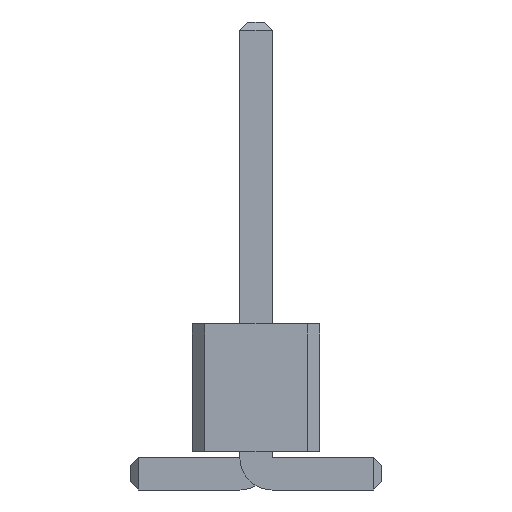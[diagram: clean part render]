
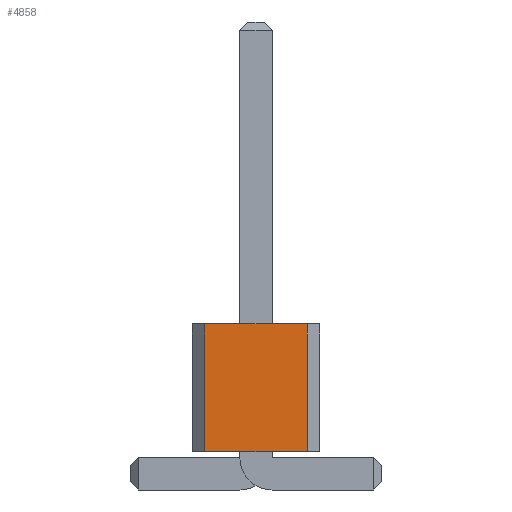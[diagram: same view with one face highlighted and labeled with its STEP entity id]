
A CAD part, front view. The second image highlights one B-rep face of the part: STEP entity #4858.
In plain terms, the highlighted planar face has unit normal (0, -1, 0).
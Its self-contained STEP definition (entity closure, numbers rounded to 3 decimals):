
#550 = VERTEX_POINT('',#551);
#551 = CARTESIAN_POINT('',(1.016,-22.86,0.76));
#557 = EDGE_CURVE('',#558,#550,#560,.T.);
#558 = VERTEX_POINT('',#559);
#559 = CARTESIAN_POINT('',(-1.016,-22.86,0.76));
#560 = LINE('',#561,#562);
#561 = CARTESIAN_POINT('',(-1.016,-22.86,0.76));
#562 = VECTOR('',#563,1.);
#563 = DIRECTION('',(1.,0.,0.));
#2027 = VERTEX_POINT('',#2028);
#2028 = CARTESIAN_POINT('',(1.016,-22.86,3.3));
#2034 = EDGE_CURVE('',#2035,#2027,#2037,.T.);
#2035 = VERTEX_POINT('',#2036);
#2036 = CARTESIAN_POINT('',(-1.016,-22.86,3.3));
#2037 = LINE('',#2038,#2039);
#2038 = CARTESIAN_POINT('',(-1.016,-22.86,3.3));
#2039 = VECTOR('',#2040,1.);
#2040 = DIRECTION('',(1.,0.,0.));
#4830 = EDGE_CURVE('',#558,#2035,#4831,.T.);
#4831 = LINE('',#4832,#4833);
#4832 = CARTESIAN_POINT('',(-1.016,-22.86,0.76));
#4833 = VECTOR('',#4834,1.);
#4834 = DIRECTION('',(0.,0.,1.));
#4858 = ADVANCED_FACE('',(#4859),#4870,.F.);
#4859 = FACE_BOUND('',#4860,.F.);
#4860 = EDGE_LOOP('',(#4861,#4862,#4863,#4869));
#4861 = ORIENTED_EDGE('',*,*,#4830,.T.);
#4862 = ORIENTED_EDGE('',*,*,#2034,.T.);
#4863 = ORIENTED_EDGE('',*,*,#4864,.F.);
#4864 = EDGE_CURVE('',#550,#2027,#4865,.T.);
#4865 = LINE('',#4866,#4867);
#4866 = CARTESIAN_POINT('',(1.016,-22.86,0.76));
#4867 = VECTOR('',#4868,1.);
#4868 = DIRECTION('',(0.,0.,1.));
#4869 = ORIENTED_EDGE('',*,*,#557,.F.);
#4870 = PLANE('',#4871);
#4871 = AXIS2_PLACEMENT_3D('',#4872,#4873,#4874);
#4872 = CARTESIAN_POINT('',(-1.016,-22.86,0.76));
#4873 = DIRECTION('',(0.,1.,0.));
#4874 = DIRECTION('',(1.,0.,0.));
